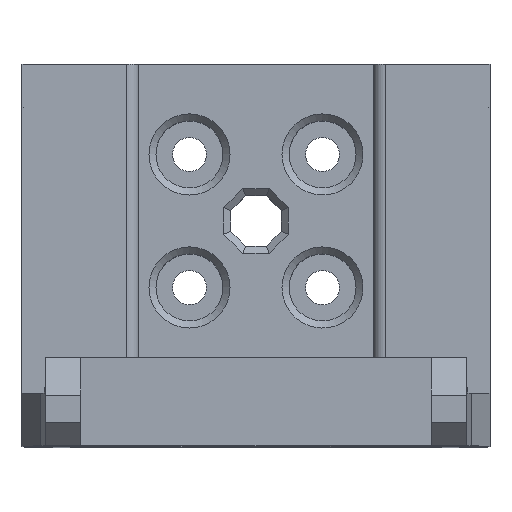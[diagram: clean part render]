
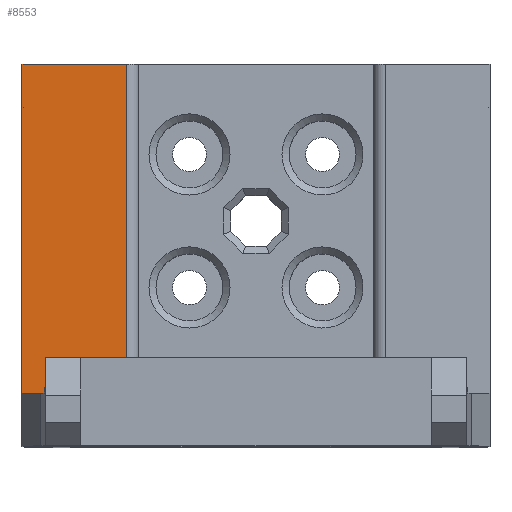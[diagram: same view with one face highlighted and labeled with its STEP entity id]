
A CAD part, top view. The second image highlights one B-rep face of the part: STEP entity #8553.
In plain terms, the highlighted planar face has unit normal (0, 0, 1).
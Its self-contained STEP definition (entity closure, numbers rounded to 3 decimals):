
#984 = PLANE('',#985);
#985 = AXIS2_PLACEMENT_3D('',#986,#987,#988);
#986 = CARTESIAN_POINT('',(0.,32.5,-12.475));
#987 = DIRECTION('',(0.,1.,0.));
#988 = DIRECTION('',(0.,0.,1.));
#3309 = VERTEX_POINT('',#3310);
#3310 = CARTESIAN_POINT('',(-19.9,32.5,8.6));
#3324 = PLANE('',#3325);
#3325 = AXIS2_PLACEMENT_3D('',#3326,#3327,#3328);
#3326 = CARTESIAN_POINT('',(-19.9,0.,-0.88));
#3327 = DIRECTION('',(1.,0.,0.));
#3328 = DIRECTION('',(0.,0.,1.));
#3336 = EDGE_CURVE('',#3309,#3337,#3339,.T.);
#3337 = VERTEX_POINT('',#3338);
#3338 = CARTESIAN_POINT('',(-11.,32.5,8.6));
#3339 = SURFACE_CURVE('',#3340,(#3344,#3351),.PCURVE_S1.);
#3340 = LINE('',#3341,#3342);
#3341 = CARTESIAN_POINT('',(-5.116,32.5,8.6));
#3342 = VECTOR('',#3343,1.);
#3343 = DIRECTION('',(1.,0.,0.));
#3344 = PCURVE('',#984,#3345);
#3345 = DEFINITIONAL_REPRESENTATION('',(#3346),#3350);
#3346 = LINE('',#3347,#3348);
#3347 = CARTESIAN_POINT('',(21.075,-5.116));
#3348 = VECTOR('',#3349,1.);
#3349 = DIRECTION('',(0.,1.));
#3350 = ( GEOMETRIC_REPRESENTATION_CONTEXT(2) 
PARAMETRIC_REPRESENTATION_CONTEXT() REPRESENTATION_CONTEXT('2D SPACE',''
  ) );
#3351 = PCURVE('',#3352,#3357);
#3352 = PLANE('',#3353);
#3353 = AXIS2_PLACEMENT_3D('',#3354,#3355,#3356);
#3354 = CARTESIAN_POINT('',(0.,37.,8.6));
#3355 = DIRECTION('',(0.,0.,1.));
#3356 = DIRECTION('',(0.,-1.,0.));
#3357 = DEFINITIONAL_REPRESENTATION('',(#3358),#3362);
#3358 = LINE('',#3359,#3360);
#3359 = CARTESIAN_POINT('',(4.5,-5.116));
#3360 = VECTOR('',#3361,1.);
#3361 = DIRECTION('',(0.,1.));
#3362 = ( GEOMETRIC_REPRESENTATION_CONTEXT(2) 
PARAMETRIC_REPRESENTATION_CONTEXT() REPRESENTATION_CONTEXT('2D SPACE',''
  ) );
#3385 = CYLINDRICAL_SURFACE('',#3386,1.);
#3386 = AXIS2_PLACEMENT_3D('',#3387,#3388,#3389);
#3387 = CARTESIAN_POINT('',(-11.,32.5,7.6));
#3388 = DIRECTION('',(0.,-1.,0.));
#3389 = DIRECTION('',(1.,0.,0.));
#8079 = EDGE_CURVE('',#3309,#8080,#8082,.T.);
#8080 = VERTEX_POINT('',#8081);
#8081 = CARTESIAN_POINT('',(-19.9,4.5,8.6));
#8082 = SURFACE_CURVE('',#8083,(#8087,#8094),.PCURVE_S1.);
#8083 = LINE('',#8084,#8085);
#8084 = CARTESIAN_POINT('',(-19.9,18.5,8.6));
#8085 = VECTOR('',#8086,1.);
#8086 = DIRECTION('',(0.,-1.,0.));
#8087 = PCURVE('',#3324,#8088);
#8088 = DEFINITIONAL_REPRESENTATION('',(#8089),#8093);
#8089 = LINE('',#8090,#8091);
#8090 = CARTESIAN_POINT('',(9.48,-18.5));
#8091 = VECTOR('',#8092,1.);
#8092 = DIRECTION('',(0.,1.));
#8093 = ( GEOMETRIC_REPRESENTATION_CONTEXT(2) 
PARAMETRIC_REPRESENTATION_CONTEXT() REPRESENTATION_CONTEXT('2D SPACE',''
  ) );
#8094 = PCURVE('',#3352,#8095);
#8095 = DEFINITIONAL_REPRESENTATION('',(#8096),#8100);
#8096 = LINE('',#8097,#8098);
#8097 = CARTESIAN_POINT('',(18.5,-19.9));
#8098 = VECTOR('',#8099,1.);
#8099 = DIRECTION('',(1.,0.));
#8100 = ( GEOMETRIC_REPRESENTATION_CONTEXT(2) 
PARAMETRIC_REPRESENTATION_CONTEXT() REPRESENTATION_CONTEXT('2D SPACE',''
  ) );
#8118 = PLANE('',#8119);
#8119 = AXIS2_PLACEMENT_3D('',#8120,#8121,#8122);
#8120 = CARTESIAN_POINT('',(0.,4.5,8.6));
#8121 = DIRECTION('',(0.,1.,0.));
#8122 = DIRECTION('',(0.,0.,1.));
#8553 = ADVANCED_FACE('',(#8554),#3352,.T.);
#8554 = FACE_BOUND('',#8555,.T.);
#8555 = EDGE_LOOP('',(#8556,#8579,#8600,#8601));
#8556 = ORIENTED_EDGE('',*,*,#8557,.F.);
#8557 = EDGE_CURVE('',#8558,#8080,#8560,.T.);
#8558 = VERTEX_POINT('',#8559);
#8559 = CARTESIAN_POINT('',(-11.,4.5,8.6));
#8560 = SURFACE_CURVE('',#8561,(#8565,#8572),.PCURVE_S1.);
#8561 = LINE('',#8562,#8563);
#8562 = CARTESIAN_POINT('',(0.,4.5,8.6));
#8563 = VECTOR('',#8564,1.);
#8564 = DIRECTION('',(-1.,0.,0.));
#8565 = PCURVE('',#3352,#8566);
#8566 = DEFINITIONAL_REPRESENTATION('',(#8567),#8571);
#8567 = LINE('',#8568,#8569);
#8568 = CARTESIAN_POINT('',(32.5,0.));
#8569 = VECTOR('',#8570,1.);
#8570 = DIRECTION('',(0.,-1.));
#8571 = ( GEOMETRIC_REPRESENTATION_CONTEXT(2) 
PARAMETRIC_REPRESENTATION_CONTEXT() REPRESENTATION_CONTEXT('2D SPACE',''
  ) );
#8572 = PCURVE('',#8118,#8573);
#8573 = DEFINITIONAL_REPRESENTATION('',(#8574),#8578);
#8574 = LINE('',#8575,#8576);
#8575 = CARTESIAN_POINT('',(0.,0.));
#8576 = VECTOR('',#8577,1.);
#8577 = DIRECTION('',(0.,-1.));
#8578 = ( GEOMETRIC_REPRESENTATION_CONTEXT(2) 
PARAMETRIC_REPRESENTATION_CONTEXT() REPRESENTATION_CONTEXT('2D SPACE',''
  ) );
#8579 = ORIENTED_EDGE('',*,*,#8580,.F.);
#8580 = EDGE_CURVE('',#3337,#8558,#8581,.T.);
#8581 = SURFACE_CURVE('',#8582,(#8586,#8593),.PCURVE_S1.);
#8582 = LINE('',#8583,#8584);
#8583 = CARTESIAN_POINT('',(-11.,32.5,8.6));
#8584 = VECTOR('',#8585,1.);
#8585 = DIRECTION('',(0.,-1.,0.));
#8586 = PCURVE('',#3352,#8587);
#8587 = DEFINITIONAL_REPRESENTATION('',(#8588),#8592);
#8588 = LINE('',#8589,#8590);
#8589 = CARTESIAN_POINT('',(4.5,-11.));
#8590 = VECTOR('',#8591,1.);
#8591 = DIRECTION('',(1.,0.));
#8592 = ( GEOMETRIC_REPRESENTATION_CONTEXT(2) 
PARAMETRIC_REPRESENTATION_CONTEXT() REPRESENTATION_CONTEXT('2D SPACE',''
  ) );
#8593 = PCURVE('',#3385,#8594);
#8594 = DEFINITIONAL_REPRESENTATION('',(#8595),#8599);
#8595 = LINE('',#8596,#8597);
#8596 = CARTESIAN_POINT('',(1.571,0.));
#8597 = VECTOR('',#8598,1.);
#8598 = DIRECTION('',(0.,1.));
#8599 = ( GEOMETRIC_REPRESENTATION_CONTEXT(2) 
PARAMETRIC_REPRESENTATION_CONTEXT() REPRESENTATION_CONTEXT('2D SPACE',''
  ) );
#8600 = ORIENTED_EDGE('',*,*,#3336,.F.);
#8601 = ORIENTED_EDGE('',*,*,#8079,.T.);
